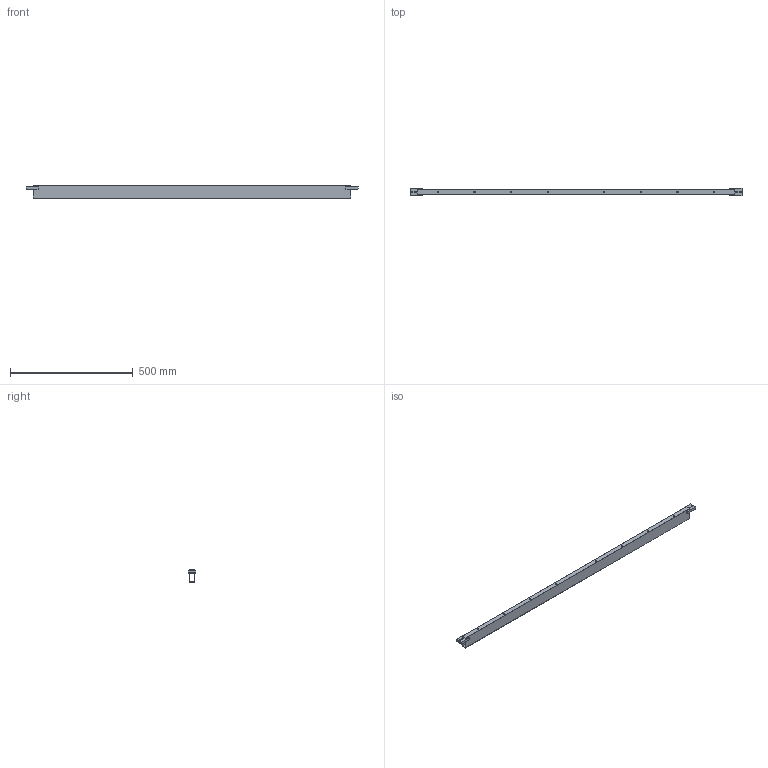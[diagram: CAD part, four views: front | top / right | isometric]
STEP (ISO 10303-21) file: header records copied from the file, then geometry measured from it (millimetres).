
FILE_DESCRIPTION(('STEP AP214'),'1');
FILE_NAME('3033106 EBB Traversenset schwarz.stp','2025-08-04T11:54:26',(' '),(' '),'Spatial InterOp 3D',' ',' ');
FILE_SCHEMA(('AUTOMOTIVE_DESIGN { 1 0 10303 214 1 1 1 1 }'));
Length unit declared in the file: millimetre
Products named in the file (1): Traversenrohr 1295
Bounding box: 1354 x 30 x 50 mm (x, y, z)
Volume: 279305.5 mm3; surface area: 355682.7 mm2
Topology: 1 solids, 1 shells, 62 faces, 196 edges, 128 vertices
Faces by surface type: plane 38, cylinder 20, cone 4
Full cylindrical faces by diameter (mm): 5 x16, 6.5 x4
Entity records: 2534 total; most frequent: CARTESIAN_POINT 345, DIRECTION 326, ORIENTED_EDGE 316, EDGE_CURVE 158, EDGE_LOOP 124, VERTEX_POINT 114, LINE 112, VECTOR 112
